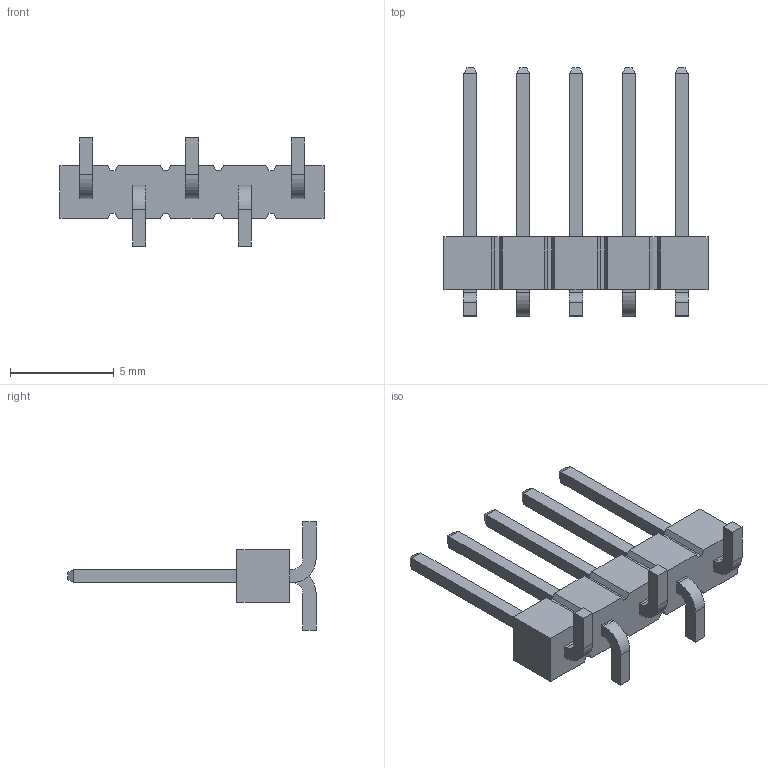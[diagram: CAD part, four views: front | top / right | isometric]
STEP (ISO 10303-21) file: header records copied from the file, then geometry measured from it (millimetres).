
FILE_DESCRIPTION (( 'STEP AP214' ), '1' );
FILE_NAME ('TSM-105-02-L-SV.STEP', '2021-02-19T07:58:21', ( '' ), ( '' ), 'SwSTEP 2.0', 'SolidWorks 2018', '' );
FILE_SCHEMA (( 'AUTOMOTIVE_DESIGN' ));
Length unit declared in the file: millimetre
Products named in the file (3): TSM_105_02_L_SV_5; TSM_105_02_L_SV_3; TSM-105-02-L-SV
Assembly tree (2 placements, depth 2):
  TSM-105-02-L-SV
    TSM_105_02_L_SV_3
    TSM_105_02_L_SV_5
Bounding box: 12.7 x 11.94 x 5.21 mm (x, y, z)
Volume: 103.5 mm3; surface area: 366.2 mm2
Topology: 2 solids, 2 shells, 150 faces, 400 edges, 260 vertices
Faces by surface type: plane 140, cylinder 10
Entity records: 4694 total; most frequent: CARTESIAN_POINT 815, ORIENTED_EDGE 800, DIRECTION 730, EDGE_CURVE 400, VECTOR 380, LINE 380, VERTEX_POINT 260, AXIS2_PLACEMENT_3D 175
